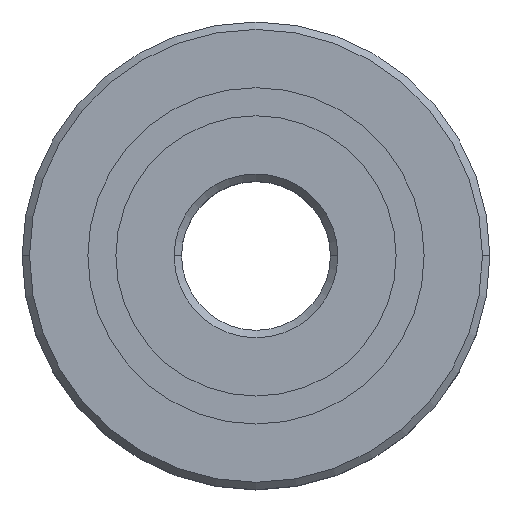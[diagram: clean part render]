
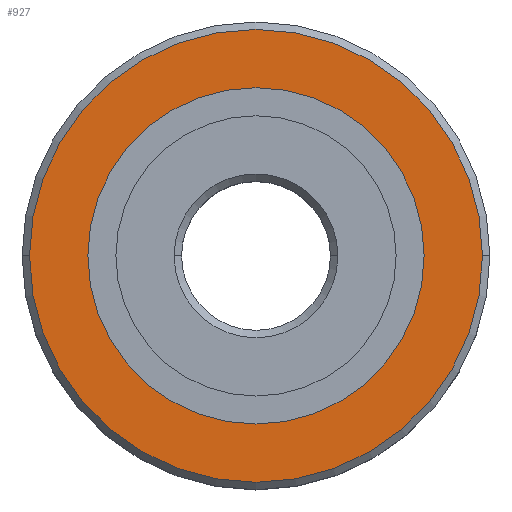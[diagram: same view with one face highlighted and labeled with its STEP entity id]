
A CAD part, top view. The second image highlights one B-rep face of the part: STEP entity #927.
In plain terms, the highlighted planar face has unit normal (0, 0, 1).
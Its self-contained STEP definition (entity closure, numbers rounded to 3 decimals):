
#111=FACE_BOUND('',#231,.T.);
#119=PLANE('',#1050);
#153=FACE_OUTER_BOUND('',#230,.T.);
#230=EDGE_LOOP('',(#702,#703));
#231=EDGE_LOOP('',(#704,#705));
#357=CIRCLE('',#1021,7.909);
#365=CIRCLE('',#1034,10.65);
#366=CIRCLE('',#1036,10.65);
#373=CIRCLE('',#1049,7.909);
#452=VERTEX_POINT('',#1564);
#453=VERTEX_POINT('',#1566);
#464=VERTEX_POINT('',#1597);
#465=VERTEX_POINT('',#1598);
#530=EDGE_CURVE('',#452,#453,#357,.T.);
#545=EDGE_CURVE('',#464,#465,#365,.T.);
#548=EDGE_CURVE('',#465,#464,#366,.T.);
#555=EDGE_CURVE('',#453,#452,#373,.T.);
#702=ORIENTED_EDGE('',*,*,#548,.T.);
#703=ORIENTED_EDGE('',*,*,#545,.T.);
#704=ORIENTED_EDGE('',*,*,#555,.F.);
#705=ORIENTED_EDGE('',*,*,#530,.F.);
#927=ADVANCED_FACE('',(#153,#111),#119,.F.);
#1021=AXIS2_PLACEMENT_3D('',#1567,#1196,#1197);
#1034=AXIS2_PLACEMENT_3D('',#1599,#1229,#1230);
#1036=AXIS2_PLACEMENT_3D('',#1603,#1235,#1236);
#1049=AXIS2_PLACEMENT_3D('',#1616,#1261,#1262);
#1050=AXIS2_PLACEMENT_3D('',#1617,#1263,#1264);
#1196=DIRECTION('center_axis',(0.,0.,1.));
#1197=DIRECTION('ref_axis',(1.,0.,0.));
#1229=DIRECTION('center_axis',(0.,0.,1.));
#1230=DIRECTION('ref_axis',(1.,0.,0.));
#1235=DIRECTION('center_axis',(0.,0.,1.));
#1236=DIRECTION('ref_axis',(1.,0.,0.));
#1261=DIRECTION('center_axis',(0.,0.,1.));
#1262=DIRECTION('ref_axis',(1.,0.,0.));
#1263=DIRECTION('center_axis',(0.,0.,-1.));
#1264=DIRECTION('ref_axis',(-1.,0.,0.));
#1564=CARTESIAN_POINT('',(-7.909,0.,3.5));
#1566=CARTESIAN_POINT('',(7.909,0.,3.5));
#1567=CARTESIAN_POINT('Origin',(0.,0.,3.5));
#1597=CARTESIAN_POINT('',(10.65,0.,3.5));
#1598=CARTESIAN_POINT('',(-10.65,0.,3.5));
#1599=CARTESIAN_POINT('Origin',(0.,0.,3.5));
#1603=CARTESIAN_POINT('Origin',(0.,0.,3.5));
#1616=CARTESIAN_POINT('Origin',(0.,0.,3.5));
#1617=CARTESIAN_POINT('Origin',(0.,10.65,3.5));
